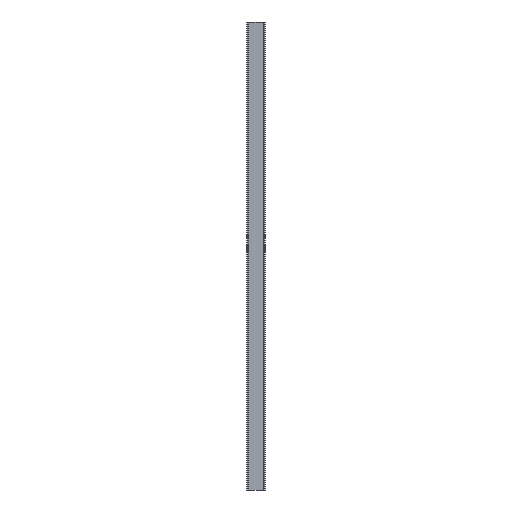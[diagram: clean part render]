
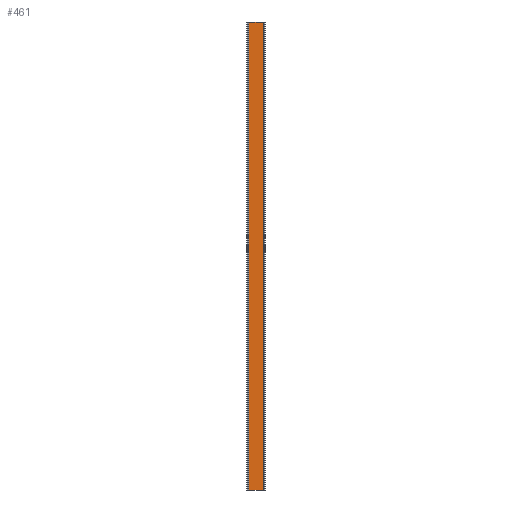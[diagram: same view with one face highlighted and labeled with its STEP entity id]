
A CAD part, left-side view. The second image highlights one B-rep face of the part: STEP entity #461.
In plain terms, the highlighted planar face has unit normal (-1, 0, 0).
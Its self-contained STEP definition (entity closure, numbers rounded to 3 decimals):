
#10 = DIRECTION ( 'NONE',  ( 0., 0., -1. ) ) ;
#209 = CARTESIAN_POINT ( 'NONE',  ( -1.8, 36.15, -1000. ) ) ;
#265 = PLANE ( 'NONE',  #643 ) ;
#297 = VECTOR ( 'NONE', #1337, 1000. ) ;
#301 = VECTOR ( 'NONE', #1340, 1000. ) ;
#306 = VECTOR ( 'NONE', #1393, 1000. ) ;
#309 = LINE ( 'NONE', #1347, #301 ) ;
#310 = LINE ( 'NONE', #1378, #306 ) ;
#311 = VECTOR ( 'NONE', #1406, 1000. ) ;
#319 = LINE ( 'NONE', #1399, #311 ) ;
#341 = LINE ( 'NONE', #1368, #297 ) ;
#461 = ADVANCED_FACE ( 'NONE', ( #491 ), #265, .F. ) ;
#491 = FACE_OUTER_BOUND ( 'NONE', #915, .T. ) ;
#643 = AXIS2_PLACEMENT_3D ( 'NONE', #1523, #1250, #10 ) ;
#765 = EDGE_CURVE ( 'NONE', #1559, #1100, #319, .T. ) ;
#771 = EDGE_CURVE ( 'NONE', #1100, #1213, #310, .T. ) ;
#775 = EDGE_CURVE ( 'NONE', #1573, #1213, #309, .T. ) ;
#785 = EDGE_CURVE ( 'NONE', #1559, #1573, #341, .T. ) ;
#915 = EDGE_LOOP ( 'NONE', ( #977, #985, #1118, #1114 ) ) ;
#977 = ORIENTED_EDGE ( 'NONE', *, *, #771, .T. ) ;
#985 = ORIENTED_EDGE ( 'NONE', *, *, #775, .F. ) ;
#1100 = VERTEX_POINT ( 'NONE', #209 ) ;
#1114 = ORIENTED_EDGE ( 'NONE', *, *, #765, .T. ) ;
#1118 = ORIENTED_EDGE ( 'NONE', *, *, #785, .F. ) ;
#1213 = VERTEX_POINT ( 'NONE', #1572 ) ;
#1250 = DIRECTION ( 'NONE',  ( 1., 0., 0. ) ) ;
#1290 = CARTESIAN_POINT ( 'NONE',  ( -1.8, 36.15, 1000. ) ) ;
#1337 = DIRECTION ( 'NONE',  ( 0., -1., 0. ) ) ;
#1340 = DIRECTION ( 'NONE',  ( 0., 0., -1. ) ) ;
#1347 = CARTESIAN_POINT ( 'NONE',  ( -1.8, -36.15, 1000. ) ) ;
#1368 = CARTESIAN_POINT ( 'NONE',  ( -1.8, 0., 1000. ) ) ;
#1378 = CARTESIAN_POINT ( 'NONE',  ( -1.8, 0., -1000. ) ) ;
#1393 = DIRECTION ( 'NONE',  ( 0., -1., 0. ) ) ;
#1399 = CARTESIAN_POINT ( 'NONE',  ( -1.8, 36.15, 1000. ) ) ;
#1406 = DIRECTION ( 'NONE',  ( 0., 0., -1. ) ) ;
#1426 = CARTESIAN_POINT ( 'NONE',  ( -1.8, -36.15, 1000. ) ) ;
#1523 = CARTESIAN_POINT ( 'NONE',  ( -1.8, 0., 1000. ) ) ;
#1559 = VERTEX_POINT ( 'NONE', #1290 ) ;
#1572 = CARTESIAN_POINT ( 'NONE',  ( -1.8, -36.15, -1000. ) ) ;
#1573 = VERTEX_POINT ( 'NONE', #1426 ) ;
